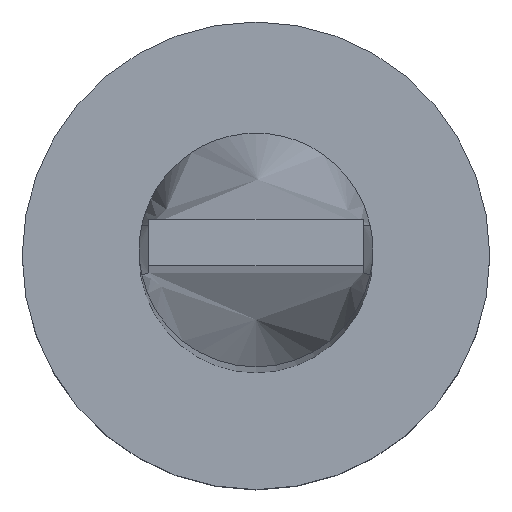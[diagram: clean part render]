
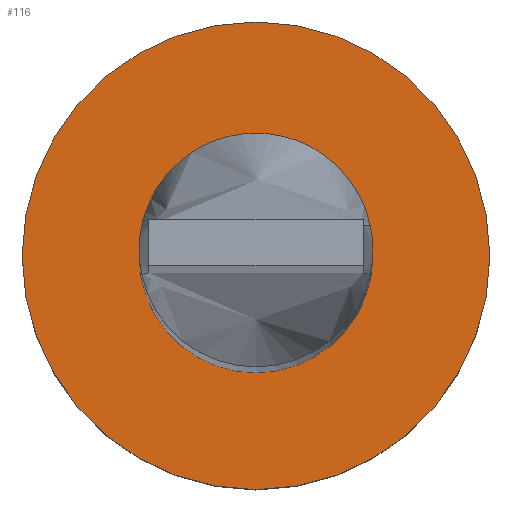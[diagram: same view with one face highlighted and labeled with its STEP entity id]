
A CAD part, top view. The second image highlights one B-rep face of the part: STEP entity #116.
In plain terms, the highlighted planar face has unit normal (0, 0, 1).
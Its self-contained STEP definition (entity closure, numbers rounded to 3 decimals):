
#12 = CARTESIAN_POINT ( 'NONE',  ( 0., 0., 5. ) ) ;
#23 = DIRECTION ( 'NONE',  ( 0., 0., 1. ) ) ;
#38 = ORIENTED_EDGE ( 'NONE', *, *, #254, .T. ) ;
#67 = CARTESIAN_POINT ( 'NONE',  ( 0., 0., 5. ) ) ;
#70 = PLANE ( 'NONE',  #302 ) ;
#76 = DIRECTION ( 'NONE',  ( 1., 0., 0. ) ) ;
#87 = CARTESIAN_POINT ( 'NONE',  ( 6., 0., 5. ) ) ;
#88 = VERTEX_POINT ( 'NONE', #565 ) ;
#108 = ORIENTED_EDGE ( 'NONE', *, *, #345, .F. ) ;
#113 = DIRECTION ( 'NONE',  ( 1., 0., 0. ) ) ;
#116 = ADVANCED_FACE ( 'NONE', ( #149, #246 ), #70, .T. ) ;
#147 = DIRECTION ( 'NONE',  ( 0., 0., 1. ) ) ;
#149 = FACE_BOUND ( 'NONE', #459, .T. ) ;
#197 = CARTESIAN_POINT ( 'NONE',  ( 0., 0., 5. ) ) ;
#216 = DIRECTION ( 'NONE',  ( 1., 0., 0. ) ) ;
#219 = CARTESIAN_POINT ( 'NONE',  ( 0., 0., 5. ) ) ;
#224 = AXIS2_PLACEMENT_3D ( 'NONE', #270, #256, #76 ) ;
#227 = EDGE_CURVE ( 'NONE', #88, #330, #547, .T. ) ;
#246 = FACE_OUTER_BOUND ( 'NONE', #327, .T. ) ;
#254 = EDGE_CURVE ( 'NONE', #388, #456, #542, .T. ) ;
#256 = DIRECTION ( 'NONE',  ( 0., 0., 1. ) ) ;
#267 = CARTESIAN_POINT ( 'NONE',  ( -6., 0., 5. ) ) ;
#270 = CARTESIAN_POINT ( 'NONE',  ( 0., 0., 5. ) ) ;
#287 = EDGE_CURVE ( 'NONE', #456, #388, #342, .T. ) ;
#288 = DIRECTION ( 'NONE',  ( 0., 0., 1. ) ) ;
#294 = AXIS2_PLACEMENT_3D ( 'NONE', #197, #147, #113 ) ;
#302 = AXIS2_PLACEMENT_3D ( 'NONE', #67, #288, #374 ) ;
#327 = EDGE_LOOP ( 'NONE', ( #453, #38 ) ) ;
#330 = VERTEX_POINT ( 'NONE', #341 ) ;
#341 = CARTESIAN_POINT ( 'NONE',  ( 3., 0., 5. ) ) ;
#342 = CIRCLE ( 'NONE', #397, 6. ) ;
#345 = EDGE_CURVE ( 'NONE', #330, #88, #441, .T. ) ;
#374 = DIRECTION ( 'NONE',  ( 1., 0., 0. ) ) ;
#388 = VERTEX_POINT ( 'NONE', #87 ) ;
#397 = AXIS2_PLACEMENT_3D ( 'NONE', #219, #475, #216 ) ;
#407 = ORIENTED_EDGE ( 'NONE', *, *, #227, .F. ) ;
#441 = CIRCLE ( 'NONE', #512, 3. ) ;
#453 = ORIENTED_EDGE ( 'NONE', *, *, #287, .T. ) ;
#456 = VERTEX_POINT ( 'NONE', #267 ) ;
#459 = EDGE_LOOP ( 'NONE', ( #407, #108 ) ) ;
#475 = DIRECTION ( 'NONE',  ( 0., 0., 1. ) ) ;
#512 = AXIS2_PLACEMENT_3D ( 'NONE', #12, #23, #515 ) ;
#515 = DIRECTION ( 'NONE',  ( 1., 0., 0. ) ) ;
#542 = CIRCLE ( 'NONE', #224, 6. ) ;
#547 = CIRCLE ( 'NONE', #294, 3. ) ;
#565 = CARTESIAN_POINT ( 'NONE',  ( -3., 0., 5. ) ) ;
